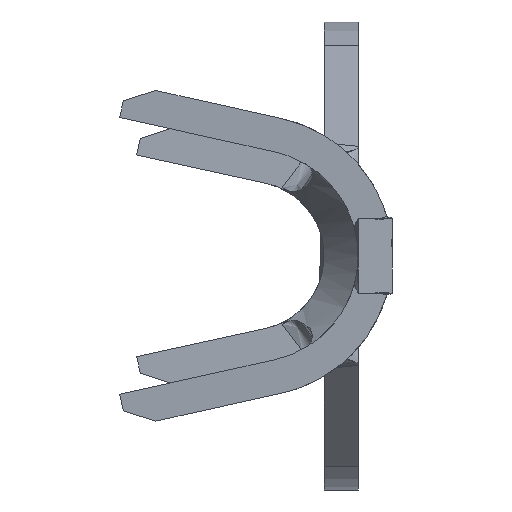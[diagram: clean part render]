
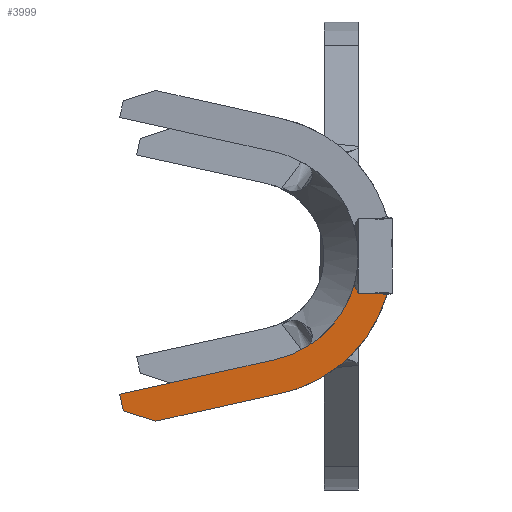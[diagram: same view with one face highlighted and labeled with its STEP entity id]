
A CAD part, left-side view. The second image highlights one B-rep face of the part: STEP entity #3999.
In plain terms, the highlighted planar face has unit normal (-0.996, 0.087, 0).
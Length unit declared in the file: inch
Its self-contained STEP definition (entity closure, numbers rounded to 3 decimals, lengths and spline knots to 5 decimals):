
#16 = CARTESIAN_POINT ( 'NONE',  ( -0.99828, -0.04181, -0.0575 ) ) ;
#99 = CARTESIAN_POINT ( 'NONE',  ( -0.98395, 0.12202, -0.15225 ) ) ;
#200 = ORIENTED_EDGE ( 'NONE', *, *, #4272, .F. ) ;
#340 = LINE ( 'NONE', #5973, #6220 ) ;
#428 = CARTESIAN_POINT ( 'NONE',  ( -0.9849, 0.11113, -0.20105 ) ) ;
#506 = VECTOR ( 'NONE', #1733, 39.37008 ) ;
#564 = CARTESIAN_POINT ( 'NONE',  ( -0.98395, 0.12202, -0.15225 ) ) ;
#583 = CARTESIAN_POINT ( 'NONE',  ( -0.9964, -0.0203, -0.13152 ) ) ;
#627 = CARTESIAN_POINT ( 'NONE',  ( -0.99408, 0.0062, -0.04354 ) ) ;
#671 = VERTEX_POINT ( 'NONE', #4048 ) ;
#951 = ORIENTED_EDGE ( 'NONE', *, *, #1533, .F. ) ;
#1151 = CARTESIAN_POINT ( 'NONE',  ( -0.96334, 0.35764, -0.22342 ) ) ;
#1290 =( BOUNDED_CURVE ( )  B_SPLINE_CURVE ( 3, ( #564, #4011, #2319, #6276 ),
 .UNSPECIFIED., .F., .F. ) 
 B_SPLINE_CURVE_WITH_KNOTS ( ( 4, 4 ),
 ( 4.93196, 6.0003 ),
 .UNSPECIFIED. ) 
 CURVE ( )  GEOMETRIC_REPRESENTATION_ITEM ( )  RATIONAL_B_SPLINE_CURVE ( ( 1., 0.907, 0.907, 1. ) ) 
 REPRESENTATION_ITEM ( '' )  );
#1297 = ORIENTED_EDGE ( 'NONE', *, *, #6566, .F. ) ;
#1449 = VECTOR ( 'NONE', #4739, 39.37008 ) ;
#1454 = EDGE_LOOP ( 'NONE', ( #6280, #6261, #951, #3351, #1297, #6726, #200 ) ) ;
#1533 = EDGE_CURVE ( 'NONE', #4671, #2908, #4396, .T. ) ;
#1724 = EDGE_CURVE ( 'NONE', #1954, #7000, #2981, .T. ) ;
#1733 = DIRECTION ( 'NONE',  ( 0.083, 0.951, 0.298 ) ) ;
#1954 = VERTEX_POINT ( 'NONE', #428 ) ;
#2177 = VERTEX_POINT ( 'NONE', #6891 ) ;
#2306 = AXIS2_PLACEMENT_3D ( 'NONE', #2419, #6932, #3573 ) ;
#2319 = CARTESIAN_POINT ( 'NONE',  ( -0.99266, 0.02249, -0.09959 ) ) ;
#2335 = CARTESIAN_POINT ( 'NONE',  ( -0.9849, 0.11113, -0.20105 ) ) ;
#2419 = CARTESIAN_POINT ( 'NONE',  ( -0.999, -0.05, -0.25 ) ) ;
#2908 = VERTEX_POINT ( 'NONE', #99 ) ;
#2957 = CARTESIAN_POINT ( 'NONE',  ( -0.96865, 0.29685, -0.2425 ) ) ;
#2981 = LINE ( 'NONE', #3614, #1449 ) ;
#2993 = FACE_OUTER_BOUND ( 'NONE', #1454, .T. ) ;
#3134 = EDGE_CURVE ( 'NONE', #4995, #2177, #340, .T. ) ;
#3328 = CARTESIAN_POINT ( 'NONE',  ( -0.964, 0.35, -0.20313 ) ) ;
#3351 = ORIENTED_EDGE ( 'NONE', *, *, #4066, .F. ) ;
#3573 = DIRECTION ( 'NONE',  ( 0.087, 0.996, 0. ) ) ;
#3585 = LINE ( 'NONE', #1151, #506 ) ;
#3614 = CARTESIAN_POINT ( 'NONE',  ( -0.98356, 0.12651, -0.20449 ) ) ;
#3658 = CARTESIAN_POINT ( 'NONE',  ( -0.96394, 0.35068, -0.20006 ) ) ;
#3999 = ADVANCED_FACE ( 'NONE', ( #2993 ), #6376, .F. ) ;
#4011 = CARTESIAN_POINT ( 'NONE',  ( -0.98893, 0.06505, -0.13954 ) ) ;
#4048 = CARTESIAN_POINT ( 'NONE',  ( -0.96448, 0.34455, -0.22753 ) ) ;
#4066 = EDGE_CURVE ( 'NONE', #671, #4671, #4323, .T. ) ;
#4135 = VECTOR ( 'NONE', #5345, 39.37008 ) ;
#4272 = EDGE_CURVE ( 'NONE', #2177, #1954, #6335, .T. ) ;
#4323 = LINE ( 'NONE', #3658, #4135 ) ;
#4396 = LINE ( 'NONE', #5233, #5015 ) ;
#4671 = VERTEX_POINT ( 'NONE', #3328 ) ;
#4739 = DIRECTION ( 'NONE',  ( 0.085, 0.972, -0.217 ) ) ;
#4995 = VERTEX_POINT ( 'NONE', #627 ) ;
#5015 = VECTOR ( 'NONE', #6329, 39.37008 ) ;
#5233 = CARTESIAN_POINT ( 'NONE',  ( -0.98261, 0.13732, -0.15567 ) ) ;
#5345 = DIRECTION ( 'NONE',  ( 0.019, 0.218, 0.976 ) ) ;
#5619 = EDGE_CURVE ( 'NONE', #2908, #4995, #1290, .T. ) ;
#5724 = CARTESIAN_POINT ( 'NONE',  ( -0.99148, 0.0359, -0.18427 ) ) ;
#5973 = CARTESIAN_POINT ( 'NONE',  ( -0.99828, -0.04181, -0.0575 ) ) ;
#6220 = VECTOR ( 'NONE', #6527, 39.37008 ) ;
#6261 = ORIENTED_EDGE ( 'NONE', *, *, #5619, .F. ) ;
#6276 = CARTESIAN_POINT ( 'NONE',  ( -0.99408, 0.0062, -0.04354 ) ) ;
#6280 = ORIENTED_EDGE ( 'NONE', *, *, #3134, .F. ) ;
#6329 = DIRECTION ( 'NONE',  ( -0.085, -0.972, 0.217 ) ) ;
#6335 =( BOUNDED_CURVE ( )  B_SPLINE_CURVE ( 3, ( #16, #583, #5724, #2335 ),
 .UNSPECIFIED., .F., .F. ) 
 B_SPLINE_CURVE_WITH_KNOTS ( ( 4, 4 ),
 ( 0.28288, 1.35123 ),
 .UNSPECIFIED. ) 
 CURVE ( )  GEOMETRIC_REPRESENTATION_ITEM ( )  RATIONAL_B_SPLINE_CURVE ( ( 1., 0.907, 0.907, 1. ) ) 
 REPRESENTATION_ITEM ( '' )  );
#6376 = PLANE ( 'NONE',  #2306 ) ;
#6527 = DIRECTION ( 'NONE',  ( -0.084, -0.957, -0.278 ) ) ;
#6566 = EDGE_CURVE ( 'NONE', #7000, #671, #3585, .T. ) ;
#6726 = ORIENTED_EDGE ( 'NONE', *, *, #1724, .F. ) ;
#6891 = CARTESIAN_POINT ( 'NONE',  ( -0.99828, -0.04181, -0.0575 ) ) ;
#6932 = DIRECTION ( 'NONE',  ( 0.996, -0.087, 0. ) ) ;
#7000 = VERTEX_POINT ( 'NONE', #2957 ) ;
